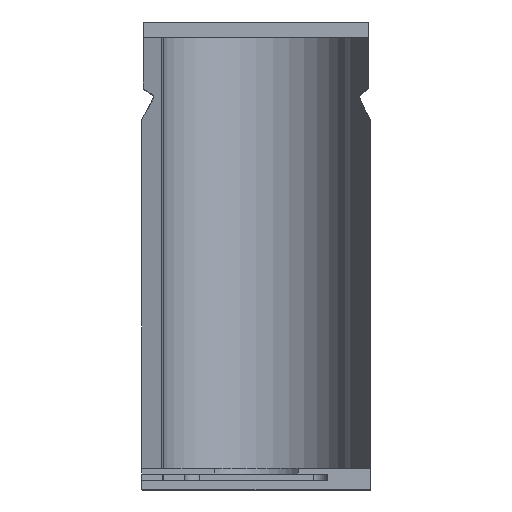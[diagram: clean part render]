
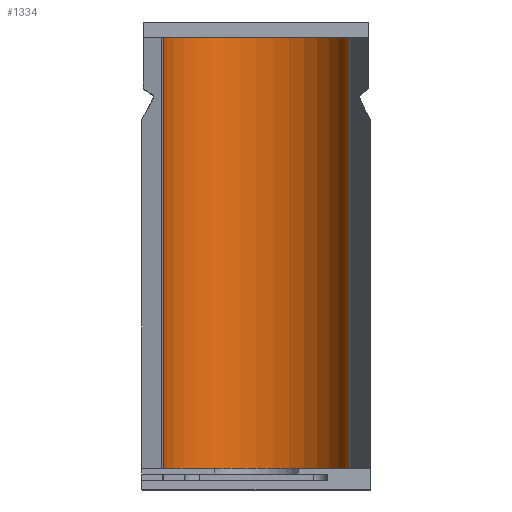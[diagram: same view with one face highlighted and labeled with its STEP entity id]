
A CAD part, left-side view. The second image highlights one B-rep face of the part: STEP entity #1334.
In plain terms, the highlighted cylindrical face has radius 8.3 mm (diameter 16.6 mm), a partial arc.
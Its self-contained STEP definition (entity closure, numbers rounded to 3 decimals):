
#25=CYLINDRICAL_SURFACE('',#1436,8.3);
#63=CIRCLE('',#1405,8.3);
#77=CIRCLE('',#1434,8.3);
#133=FACE_OUTER_BOUND('',#202,.T.);
#202=EDGE_LOOP('',(#1169,#1170,#1171,#1172));
#352=LINE('',#2504,#501);
#353=LINE('',#2506,#502);
#501=VECTOR('',#1740,10.);
#502=VECTOR('',#1743,10.);
#606=VERTEX_POINT('',#2400);
#607=VERTEX_POINT('',#2402);
#639=VERTEX_POINT('',#2495);
#641=VERTEX_POINT('',#2500);
#775=EDGE_CURVE('',#607,#606,#63,.T.);
#825=EDGE_CURVE('',#639,#641,#77,.T.);
#826=EDGE_CURVE('',#639,#606,#352,.T.);
#827=EDGE_CURVE('',#607,#641,#353,.T.);
#1169=ORIENTED_EDGE('',*,*,#775,.T.);
#1170=ORIENTED_EDGE('',*,*,#826,.F.);
#1171=ORIENTED_EDGE('',*,*,#825,.T.);
#1172=ORIENTED_EDGE('',*,*,#827,.F.);
#1334=ADVANCED_FACE('',(#133),#25,.F.);
#1405=AXIS2_PLACEMENT_3D('',#2403,#1642,#1643);
#1434=AXIS2_PLACEMENT_3D('',#2502,#1736,#1737);
#1436=AXIS2_PLACEMENT_3D('',#2505,#1741,#1742);
#1642=DIRECTION('center_axis',(0.,0.,
1.));
#1643=DIRECTION('ref_axis',(1.,0.,0.));
#1736=DIRECTION('center_axis',(0.,0.,-1.));
#1737=DIRECTION('ref_axis',(1.,0.,0.));
#1740=DIRECTION('',(0.,0.,1.));
#1741=DIRECTION('center_axis',(0.,0.,-1.));
#1742=DIRECTION('ref_axis',(1.,0.,0.));
#1743=DIRECTION('',(0.,0.,-1.));
#2400=CARTESIAN_POINT('',(-15.728,8.176,-1.331));
#2402=CARTESIAN_POINT('',(-15.736,-8.179,-1.331));
#2403=CARTESIAN_POINT('Origin',(-14.314,-0.002,
-1.331));
#2495=CARTESIAN_POINT('',(-15.728,8.176,-39.082));
#2500=CARTESIAN_POINT('',(-15.736,-8.179,-39.082));
#2502=CARTESIAN_POINT('Origin',(-14.314,-0.002,
-39.082));
#2504=CARTESIAN_POINT('',(-15.728,8.176,0.));
#2505=CARTESIAN_POINT('Origin',(-14.314,-0.002,
0.));
#2506=CARTESIAN_POINT('',(-15.736,-8.179,0.));
